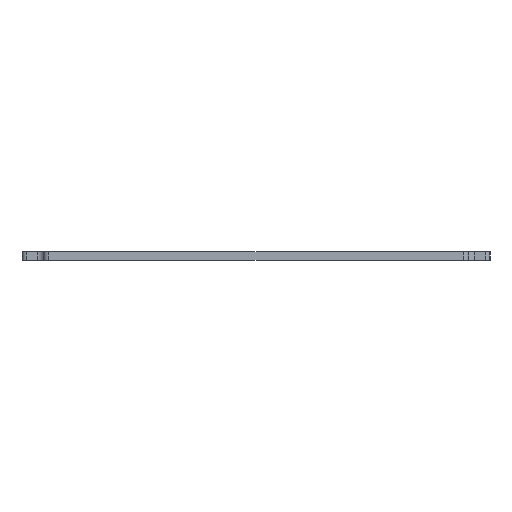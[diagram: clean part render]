
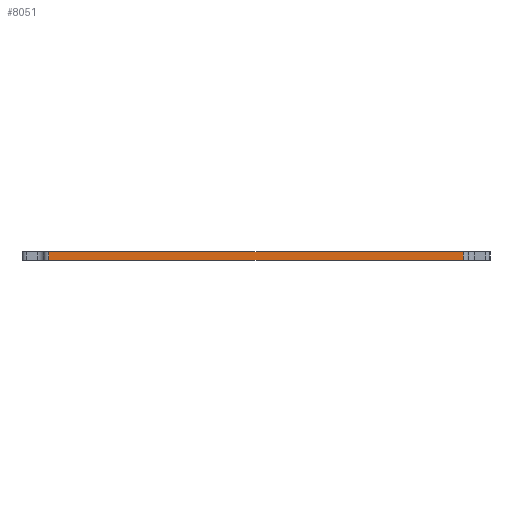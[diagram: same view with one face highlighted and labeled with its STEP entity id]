
A CAD part, left-side view. The second image highlights one B-rep face of the part: STEP entity #8051.
In plain terms, the highlighted planar face has unit normal (-1, 0, 0).
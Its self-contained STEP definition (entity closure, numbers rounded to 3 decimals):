
#1080=FACE_OUTER_BOUND('',#1565,.T.);
#1565=EDGE_LOOP('',(#7425,#7426,#7427,#7428));
#1638=LINE('',#11416,#2423);
#1891=LINE('',#12329,#2676);
#2354=LINE('',#13561,#3139);
#2355=LINE('',#13563,#3140);
#2423=VECTOR('',#9045,10.);
#2676=VECTOR('',#9806,10.);
#3139=VECTOR('',#11189,10.);
#3140=VECTOR('',#11192,10.);
#3215=VERTEX_POINT('',#11413);
#3216=VERTEX_POINT('',#11415);
#3621=VERTEX_POINT('',#12326);
#3622=VERTEX_POINT('',#12328);
#4029=EDGE_CURVE('',#3216,#3215,#1638,.T.);
#4486=EDGE_CURVE('',#3621,#3622,#1891,.T.);
#5104=EDGE_CURVE('',#3215,#3622,#2354,.T.);
#5105=EDGE_CURVE('',#3216,#3621,#2355,.T.);
#7425=ORIENTED_EDGE('',*,*,#4029,.T.);
#7426=ORIENTED_EDGE('',*,*,#5104,.T.);
#7427=ORIENTED_EDGE('',*,*,#4486,.F.);
#7428=ORIENTED_EDGE('',*,*,#5105,.F.);
#7659=PLANE('',#8842);
#8051=ADVANCED_FACE('',(#1080),#7659,.T.);
#8842=AXIS2_PLACEMENT_3D('',#13562,#11190,#11191);
#9045=DIRECTION('',(0.,1.,0.));
#9806=DIRECTION('',(0.,1.,0.));
#11189=DIRECTION('',(0.,0.,-1.));
#11190=DIRECTION('center_axis',(-1.,0.,0.));
#11191=DIRECTION('ref_axis',(0.,1.,0.));
#11192=DIRECTION('',(0.,0.,-1.));
#11413=CARTESIAN_POINT('',(0.,-1.,0.));
#11415=CARTESIAN_POINT('',(0.,-75.2,0.));
#11416=CARTESIAN_POINT('',(0.,-75.2,0.));
#12326=CARTESIAN_POINT('',(0.,-75.2,-1.5));
#12328=CARTESIAN_POINT('',(0.,-1.,-1.5));
#12329=CARTESIAN_POINT('',(0.,-75.2,-1.5));
#13561=CARTESIAN_POINT('',(0.,-1.,0.));
#13562=CARTESIAN_POINT('Origin',(0.,-75.2,0.));
#13563=CARTESIAN_POINT('',(0.,-75.2,0.));
